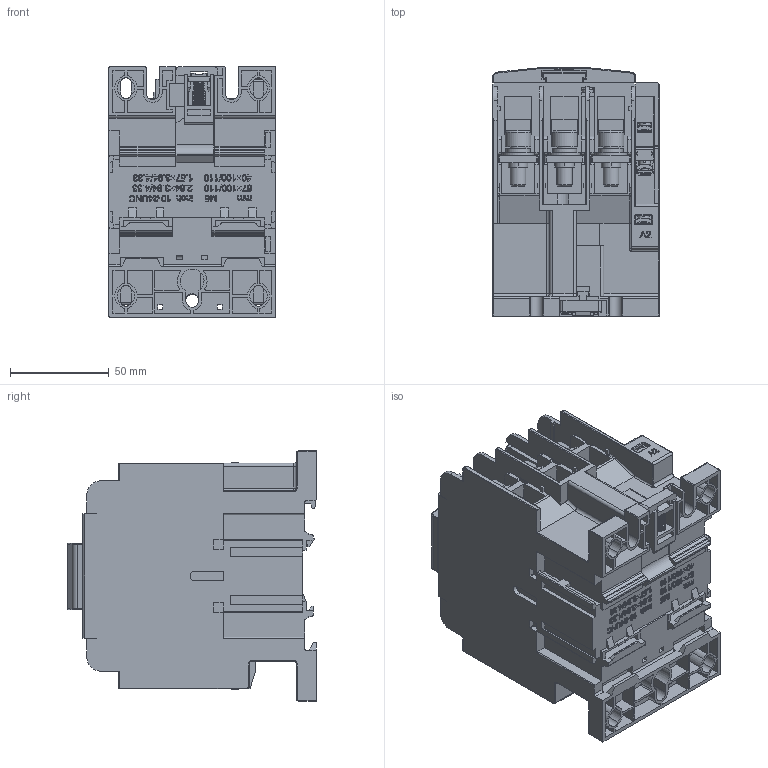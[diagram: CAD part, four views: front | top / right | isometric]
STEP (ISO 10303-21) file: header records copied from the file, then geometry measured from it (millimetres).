
FILE_DESCRIPTION((''),'2;1');
FILE_NAME('24000219L0_SW0002','2025-06-25T',('yunfei.yang'),(''),'PRO/ENGINEER BY PARAMETRIC TECHNOLOGY CORPORATION, 2017170','PRO/ENGINEER BY PARAMETRIC TECHNOLOGY CORPORATION, 2017170','');
FILE_SCHEMA(('CONFIG_CONTROL_DESIGN'));
Products named in the file (1): 24000219L0_SW0002
Bounding box: 84.4 x 125.8 x 126.5 mm (x, y, z)
Volume: 756370.8 mm3; surface area: 165771.3 mm2
Topology: 2 solids, 2 shells, 5524 faces, 15338 edges, 9755 vertices
Faces by surface type: plane 3376, cylinder 1008, extrusion 723, torus 157, cone 152, bspline 83, sphere 25
Entity records: 192699 total; most frequent: CARTESIAN_POINT 53418, ORIENTED_EDGE 30652, DIRECTION 25977, EDGE_CURVE 15326, VECTOR 11461, LINE 10738, VERTEX_POINT 9755, AXIS2_PLACEMENT_3D 7258
